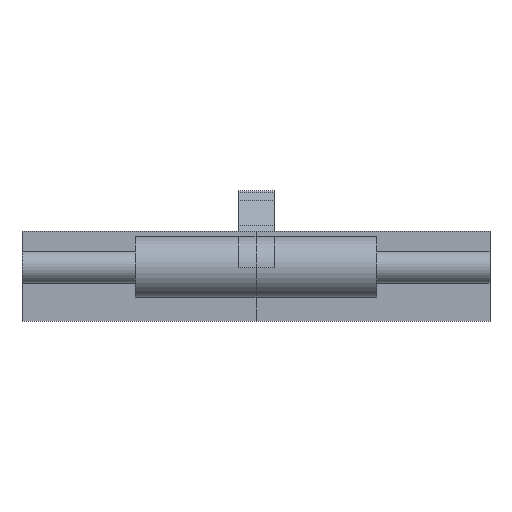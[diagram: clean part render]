
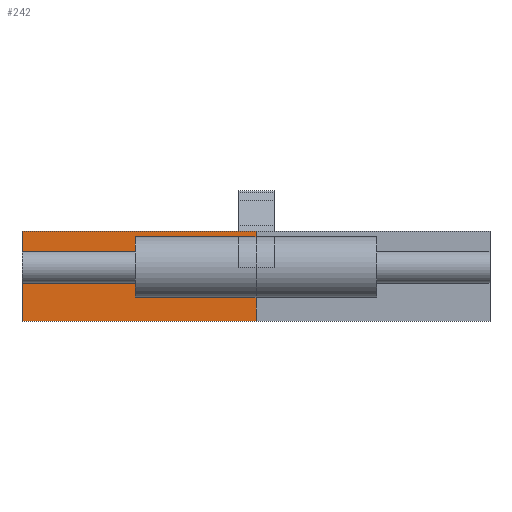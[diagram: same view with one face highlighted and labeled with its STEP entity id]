
A CAD part, front view. The second image highlights one B-rep face of the part: STEP entity #242.
In plain terms, the highlighted planar face has unit normal (0, -1, 0).
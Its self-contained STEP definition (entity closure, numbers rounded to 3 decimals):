
#60=CARTESIAN_POINT('',(0.,-1.,-3.));
#61=VERTEX_POINT('',#60);
#62=CARTESIAN_POINT('',(-13.,-1.,-3.));
#63=VERTEX_POINT('',#62);
#64=CARTESIAN_POINT('',(0.,-1.,-3.));
#65=DIRECTION('',(-1.,0.,0.));
#66=VECTOR('',#65,13.);
#67=LINE('',#64,#66);
#68=EDGE_CURVE('',#61,#63,#67,.T.);
#110=CARTESIAN_POINT('',(-13.,-1.,2.));
#111=VERTEX_POINT('',#110);
#118=CARTESIAN_POINT('',(0.,-1.,2.));
#119=VERTEX_POINT('',#118);
#120=CARTESIAN_POINT('',(0.,-1.,2.));
#121=DIRECTION('',(-1.,0.,0.));
#122=VECTOR('',#121,13.);
#123=LINE('',#120,#122);
#124=EDGE_CURVE('',#119,#111,#123,.T.);
#189=CARTESIAN_POINT('',(14.,-1.,-3.));
#190=DIRECTION('',(0.,-1.,0.));
#191=DIRECTION('',(0.,0.,-1.));
#192=AXIS2_PLACEMENT_3D('',#189,#190,#191);
#193=PLANE('',#192);
#194=ORIENTED_EDGE('',*,*,#124,.T.);
#195=CARTESIAN_POINT('',(-13.,-1.,2.));
#196=DIRECTION('',(0.,0.,-1.));
#197=VECTOR('',#196,5.);
#198=LINE('',#195,#197);
#199=EDGE_CURVE('',#111,#63,#198,.T.);
#200=ORIENTED_EDGE('',*,*,#199,.T.);
#201=ORIENTED_EDGE('',*,*,#68,.F.);
#202=CARTESIAN_POINT('',(0.,-1.,-1.7));
#203=VERTEX_POINT('',#202);
#204=CARTESIAN_POINT('',(0.,-1.,-3.));
#205=DIRECTION('',(0.,0.,1.));
#206=VECTOR('',#205,1.3);
#207=LINE('',#204,#206);
#208=EDGE_CURVE('',#61,#203,#207,.T.);
#209=ORIENTED_EDGE('',*,*,#208,.T.);
#210=CARTESIAN_POINT('',(-6.7,-1.,-1.7));
#211=VERTEX_POINT('',#210);
#212=CARTESIAN_POINT('',(0.,-1.,-1.7));
#213=DIRECTION('',(-1.,0.,0.));
#214=VECTOR('',#213,6.7);
#215=LINE('',#212,#214);
#216=EDGE_CURVE('',#203,#211,#215,.T.);
#217=ORIENTED_EDGE('',*,*,#216,.T.);
#218=CARTESIAN_POINT('',(-6.7,-1.,1.7));
#219=VERTEX_POINT('',#218);
#220=CARTESIAN_POINT('',(-6.7,-1.,1.7));
#221=DIRECTION('',(0.,-0.,-1.));
#222=VECTOR('',#221,3.4);
#223=LINE('',#220,#222);
#224=EDGE_CURVE('',#219,#211,#223,.T.);
#225=ORIENTED_EDGE('',*,*,#224,.F.);
#226=CARTESIAN_POINT('',(0.,-1.,1.7));
#227=VERTEX_POINT('',#226);
#228=CARTESIAN_POINT('',(0.,-1.,1.7));
#229=DIRECTION('',(-1.,0.,0.));
#230=VECTOR('',#229,6.7);
#231=LINE('',#228,#230);
#232=EDGE_CURVE('',#227,#219,#231,.T.);
#233=ORIENTED_EDGE('',*,*,#232,.F.);
#234=CARTESIAN_POINT('',(0.,-1.,1.7));
#235=DIRECTION('',(0.,0.,1.));
#236=VECTOR('',#235,0.3);
#237=LINE('',#234,#236);
#238=EDGE_CURVE('',#227,#119,#237,.T.);
#239=ORIENTED_EDGE('',*,*,#238,.T.);
#240=EDGE_LOOP('',(#194,#200,#201,#209,#217,#225,#233,#239));
#241=FACE_BOUND('',#240,.T.);
#242=ADVANCED_FACE('',(#241),#193,.T.);
